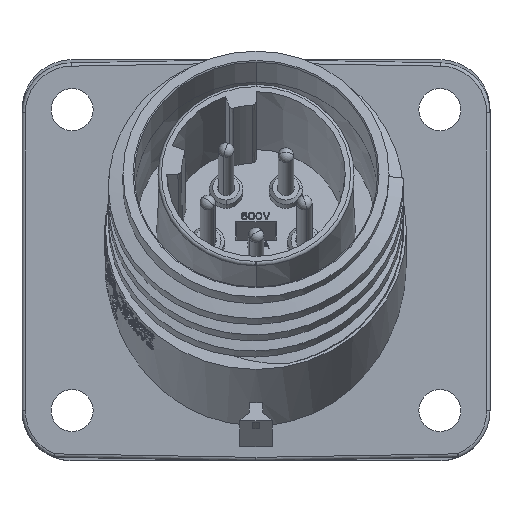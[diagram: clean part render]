
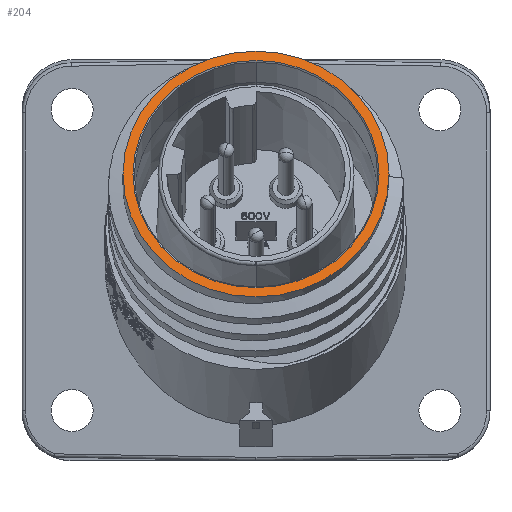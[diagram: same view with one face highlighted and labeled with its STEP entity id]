
A CAD part, top view. The second image highlights one B-rep face of the part: STEP entity #204.
In plain terms, the highlighted planar face has unit normal (0, 0.383, 0.924).
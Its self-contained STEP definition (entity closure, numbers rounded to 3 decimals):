
#204=ADVANCED_FACE('',(#3869,#3870),#3871,.T.);
#3869=FACE_OUTER_BOUND('',#13551,.T.);
#3870=FACE_BOUND('',#13552,.T.);
#3871=PLANE('',#13553);
#13551=EDGE_LOOP('',(#23502,#23503));
#13552=EDGE_LOOP('',(#23504,#23505,#23506,#23507));
#13553=AXIS2_PLACEMENT_3D('',#23508,#23509,#23510);
#23502=ORIENTED_EDGE('',*,*,#51657,.T.);
#23503=ORIENTED_EDGE('',*,*,#51660,.T.);
#23504=ORIENTED_EDGE('',*,*,#49364,.T.);
#23505=ORIENTED_EDGE('',*,*,#51661,.T.);
#23506=ORIENTED_EDGE('',*,*,#51662,.T.);
#23507=ORIENTED_EDGE('',*,*,#49369,.T.);
#23508=CARTESIAN_POINT('',(0.0,43.036,19.401));
#23509=DIRECTION('',(0.0,0.383,0.924));
#23510=DIRECTION('',(1.0,-0.0,0.0));
#49364=EDGE_CURVE('',#58928,#58925,#58929,.T.);
#49369=EDGE_CURVE('',#58934,#58928,#58937,.T.);
#51657=EDGE_CURVE('',#63379,#63380,#63381,.T.);
#51660=EDGE_CURVE('',#63380,#63379,#63384,.T.);
#51661=EDGE_CURVE('',#58925,#63385,#63386,.T.);
#51662=EDGE_CURVE('',#63385,#58934,#63387,.T.);
#58925=VERTEX_POINT('',#74999);
#58928=VERTEX_POINT('',#75003);
#58929=CIRCLE('',#75004,18.4);
#58934=VERTEX_POINT('',#75010);
#58937=CIRCLE('',#75014,18.4);
#63379=VERTEX_POINT('',#84922);
#63380=VERTEX_POINT('',#84923);
#63381=CIRCLE('',#84924,19.9);
#63384=CIRCLE('',#84929,19.9);
#63385=VERTEX_POINT('',#84930);
#63386=CIRCLE('',#84931,18.4);
#63387=CIRCLE('',#84932,18.4);
#74999=CARTESIAN_POINT('',(-18.4,12.82,31.918));
#75003=CARTESIAN_POINT('',(0.,-4.179,38.959));
#75004=AXIS2_PLACEMENT_3D('',#105522,#105523,#105524);
#75010=CARTESIAN_POINT('',(18.4,12.82,31.918));
#75014=AXIS2_PLACEMENT_3D('',#105533,#105534,#105535);
#84922=CARTESIAN_POINT('',(19.9,12.82,31.918));
#84923=CARTESIAN_POINT('',(-19.9,12.82,31.918));
#84924=AXIS2_PLACEMENT_3D('',#107866,#107867,#107868);
#84929=AXIS2_PLACEMENT_3D('',#107871,#107872,#107873);
#84930=CARTESIAN_POINT('',(0.,29.819,24.876));
#84931=AXIS2_PLACEMENT_3D('',#107874,#107875,#107876);
#84932=AXIS2_PLACEMENT_3D('',#107877,#107878,#107879);
#105522=CARTESIAN_POINT('',(0.,12.82,31.918));
#105523=DIRECTION('',(0.0,-0.383,-0.924));
#105524=DIRECTION('',(0.0,-0.924,0.383));
#105533=CARTESIAN_POINT('',(0.,12.82,31.918));
#105534=DIRECTION('',(0.0,-0.383,-0.924));
#105535=DIRECTION('',(0.0,0.924,-0.383));
#107866=CARTESIAN_POINT('',(0.0,12.82,31.918));
#107867=DIRECTION('',(-0.0,0.383,0.924));
#107868=DIRECTION('',(1.0,0.0,0.0));
#107871=CARTESIAN_POINT('',(0.0,12.82,31.918));
#107872=DIRECTION('',(0.0,0.383,0.924));
#107873=DIRECTION('',(-1.0,0.0,0.0));
#107874=CARTESIAN_POINT('',(0.,12.82,31.918));
#107875=DIRECTION('',(0.0,-0.383,-0.924));
#107876=DIRECTION('',(0.0,-0.924,0.383));
#107877=CARTESIAN_POINT('',(0.,12.82,31.918));
#107878=DIRECTION('',(0.0,-0.383,-0.924));
#107879=DIRECTION('',(0.0,0.924,-0.383));
